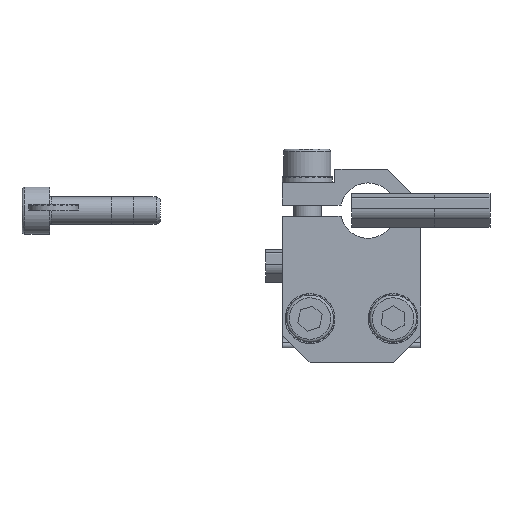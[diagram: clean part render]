
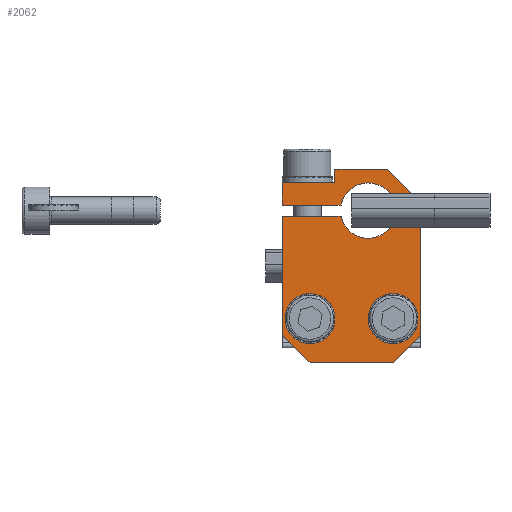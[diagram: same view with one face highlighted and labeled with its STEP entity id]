
A CAD part, front view. The second image highlights one B-rep face of the part: STEP entity #2062.
In plain terms, the highlighted planar face has unit normal (0, -1, 0).
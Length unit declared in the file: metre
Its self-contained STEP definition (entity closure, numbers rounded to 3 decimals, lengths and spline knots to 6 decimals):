
#2062 = ADVANCED_FACE( '', ( #4223, #4224, #4225 ), #4226, .T. );
#4223 = FACE_BOUND( '', #5310, .T. );
#4224 = FACE_BOUND( '', #5311, .T. );
#4225 = FACE_OUTER_BOUND( '', #5312, .T. );
#4226 = PLANE( '', #5313 );
#5310 = EDGE_LOOP( '', ( #7245 ) );
#5311 = EDGE_LOOP( '', ( #7246 ) );
#5312 = EDGE_LOOP( '', ( #7247, #7248, #7249, #7250, #7251, #7252, #7253, #7254, #7255, #7256, #7257, #7258, #7259 ) );
#5313 = AXIS2_PLACEMENT_3D( '', #7260, #7261, #7262 );
#7245 = ORIENTED_EDGE( '', *, *, #9356, .F. );
#7246 = ORIENTED_EDGE( '', *, *, #9357, .F. );
#7247 = ORIENTED_EDGE( '', *, *, #9358, .T. );
#7248 = ORIENTED_EDGE( '', *, *, #9359, .T. );
#7249 = ORIENTED_EDGE( '', *, *, #9360, .F. );
#7250 = ORIENTED_EDGE( '', *, *, #9361, .T. );
#7251 = ORIENTED_EDGE( '', *, *, #9362, .F. );
#7252 = ORIENTED_EDGE( '', *, *, #9363, .T. );
#7253 = ORIENTED_EDGE( '', *, *, #9364, .F. );
#7254 = ORIENTED_EDGE( '', *, *, #9365, .T. );
#7255 = ORIENTED_EDGE( '', *, *, #9366, .F. );
#7256 = ORIENTED_EDGE( '', *, *, #9367, .T. );
#7257 = ORIENTED_EDGE( '', *, *, #9368, .F. );
#7258 = ORIENTED_EDGE( '', *, *, #9369, .F. );
#7259 = ORIENTED_EDGE( '', *, *, #9370, .F. );
#7260 = CARTESIAN_POINT( '', ( -0.0125, 0., -0.0275 ) );
#7261 = DIRECTION( '', ( 0., -1., 0. ) );
#7262 = DIRECTION( '', ( 0., 0., -1. ) );
#9356 = EDGE_CURVE( '', #10761, #10761, #10762, .T. );
#9357 = EDGE_CURVE( '', #10763, #10763, #10764, .T. );
#9358 = EDGE_CURVE( '', #10765, #10766, #10767, .T. );
#9359 = EDGE_CURVE( '', #10766, #10768, #10769, .T. );
#9360 = EDGE_CURVE( '', #10770, #10768, #10771, .T. );
#9361 = EDGE_CURVE( '', #10770, #10772, #10773, .T. );
#9362 = EDGE_CURVE( '', #10774, #10772, #10775, .T. );
#9363 = EDGE_CURVE( '', #10774, #10776, #10777, .T. );
#9364 = EDGE_CURVE( '', #10778, #10776, #10779, .T. );
#9365 = EDGE_CURVE( '', #10778, #10780, #10781, .T. );
#9366 = EDGE_CURVE( '', #10782, #10780, #10783, .T. );
#9367 = EDGE_CURVE( '', #10782, #10784, #10785, .T. );
#9368 = EDGE_CURVE( '', #10786, #10784, #10787, .T. );
#9369 = EDGE_CURVE( '', #10788, #10786, #10789, .T. );
#9370 = EDGE_CURVE( '', #10765, #10788, #10790, .T. );
#10761 = VERTEX_POINT( '', #11524 );
#10762 = CIRCLE( '', #11525, 0.0026 );
#10763 = VERTEX_POINT( '', #11526 );
#10764 = CIRCLE( '', #11527, 0.0026 );
#10765 = VERTEX_POINT( '', #11528 );
#10766 = VERTEX_POINT( '', #11529 );
#10767 = LINE( '', #11530, #11531 );
#10768 = VERTEX_POINT( '', #11532 );
#10769 = LINE( '', #11533, #11534 );
#10770 = VERTEX_POINT( '', #11535 );
#10771 = LINE( '', #11536, #11537 );
#10772 = VERTEX_POINT( '', #11538 );
#10773 = LINE( '', #11539, #11540 );
#10774 = VERTEX_POINT( '', #11541 );
#10775 = CIRCLE( '', #11542, 0.005 );
#10776 = VERTEX_POINT( '', #11543 );
#10777 = LINE( '', #11544, #11545 );
#10778 = VERTEX_POINT( '', #11546 );
#10779 = LINE( '', #11547, #11548 );
#10780 = VERTEX_POINT( '', #11549 );
#10781 = LINE( '', #11550, #11551 );
#10782 = VERTEX_POINT( '', #11552 );
#10783 = LINE( '', #11553, #11554 );
#10784 = VERTEX_POINT( '', #11555 );
#10785 = LINE( '', #11556, #11557 );
#10786 = VERTEX_POINT( '', #11558 );
#10787 = LINE( '', #11559, #11560 );
#10788 = VERTEX_POINT( '', #11561 );
#10789 = LINE( '', #11562, #11563 );
#10790 = LINE( '', #11564, #11565 );
#11524 = CARTESIAN_POINT( '', ( 0.0101, 0., -0.0195 ) );
#11525 = AXIS2_PLACEMENT_3D( '', #12094, #12095, #12096 );
#11526 = CARTESIAN_POINT( '', ( -0.0049, 0., -0.0195 ) );
#11527 = AXIS2_PLACEMENT_3D( '', #12097, #12098, #12099 );
#11528 = CARTESIAN_POINT( '', ( -0.003, 0., 0.0075 ) );
#11529 = CARTESIAN_POINT( '', ( -0.003, 0., 0.005 ) );
#11530 = CARTESIAN_POINT( '', ( -0.003, 0., 0.0075 ) );
#11531 = VECTOR( '', #12100, 1. );
#11532 = CARTESIAN_POINT( '', ( -0.0125, 0., 0.005 ) );
#11533 = CARTESIAN_POINT( '', ( -0.003, 0., 0.005 ) );
#11534 = VECTOR( '', #12101, 1. );
#11535 = CARTESIAN_POINT( '', ( -0.0125, 0., 0.001 ) );
#11536 = CARTESIAN_POINT( '', ( -0.0125, 0., -0.0275 ) );
#11537 = VECTOR( '', #12102, 1. );
#11538 = CARTESIAN_POINT( '', ( -0.001899, 0., 0.001 ) );
#11539 = CARTESIAN_POINT( '', ( -0.0125, 0., 0.001 ) );
#11540 = VECTOR( '', #12103, 1. );
#11541 = CARTESIAN_POINT( '', ( -0.001899, 0., -0.001 ) );
#11542 = AXIS2_PLACEMENT_3D( '', #12104, #12105, #12106 );
#11543 = CARTESIAN_POINT( '', ( -0.0125, 0., -0.001 ) );
#11544 = CARTESIAN_POINT( '', ( 0.0025, 0., -0.001 ) );
#11545 = VECTOR( '', #12107, 1. );
#11546 = CARTESIAN_POINT( '', ( -0.0125, 0., -0.0225 ) );
#11547 = CARTESIAN_POINT( '', ( -0.0125, 0., -0.0275 ) );
#11548 = VECTOR( '', #12108, 1. );
#11549 = CARTESIAN_POINT( '', ( -0.0075, 0., -0.0275 ) );
#11550 = CARTESIAN_POINT( '', ( -0.0125, 0., -0.0225 ) );
#11551 = VECTOR( '', #12109, 1. );
#11552 = CARTESIAN_POINT( '', ( 0.0075, 0., -0.0275 ) );
#11553 = CARTESIAN_POINT( '', ( 0.0125, 0., -0.0275 ) );
#11554 = VECTOR( '', #12110, 1. );
#11555 = CARTESIAN_POINT( '', ( 0.0125, 0., -0.0225 ) );
#11556 = CARTESIAN_POINT( '', ( 0.0075, 0., -0.0275 ) );
#11557 = VECTOR( '', #12111, 1. );
#11558 = CARTESIAN_POINT( '', ( 0.0125, 0., 0.0015 ) );
#11559 = CARTESIAN_POINT( '', ( 0.0125, 0., 0.0075 ) );
#11560 = VECTOR( '', #12112, 1. );
#11561 = CARTESIAN_POINT( '', ( 0.0065, 0., 0.0075 ) );
#11562 = CARTESIAN_POINT( '', ( 0.0065, 0., 0.0075 ) );
#11563 = VECTOR( '', #12113, 1. );
#11564 = CARTESIAN_POINT( '', ( -0.0125, 0., 0.0075 ) );
#11565 = VECTOR( '', #12114, 1. );
#12094 = CARTESIAN_POINT( '', ( 0.0075, 0., -0.0195 ) );
#12095 = DIRECTION( '', ( 0., -1., 0. ) );
#12096 = DIRECTION( '', ( 1., 0., 0. ) );
#12097 = CARTESIAN_POINT( '', ( -0.0075, 0., -0.0195 ) );
#12098 = DIRECTION( '', ( 0., -1., 0. ) );
#12099 = DIRECTION( '', ( 1., 0., 0. ) );
#12100 = DIRECTION( '', ( 0., 0., -1. ) );
#12101 = DIRECTION( '', ( -1., 0., 0. ) );
#12102 = DIRECTION( '', ( 0., 0., 1. ) );
#12103 = DIRECTION( '', ( 1., 0., 0. ) );
#12104 = CARTESIAN_POINT( '', ( 0.003, 0., 0. ) );
#12105 = DIRECTION( '', ( 0., -1., 0. ) );
#12106 = DIRECTION( '', ( 1., 0., 0. ) );
#12107 = DIRECTION( '', ( -1., 0., 0. ) );
#12108 = DIRECTION( '', ( 0., 0., 1. ) );
#12109 = DIRECTION( '', ( 0.707, 0., -0.707 ) );
#12110 = DIRECTION( '', ( -1., 0., 0. ) );
#12111 = DIRECTION( '', ( 0.707, 0., 0.707 ) );
#12112 = DIRECTION( '', ( 0., 0., -1. ) );
#12113 = DIRECTION( '', ( 0.707, 0., -0.707 ) );
#12114 = DIRECTION( '', ( 1., 0., 0. ) );
